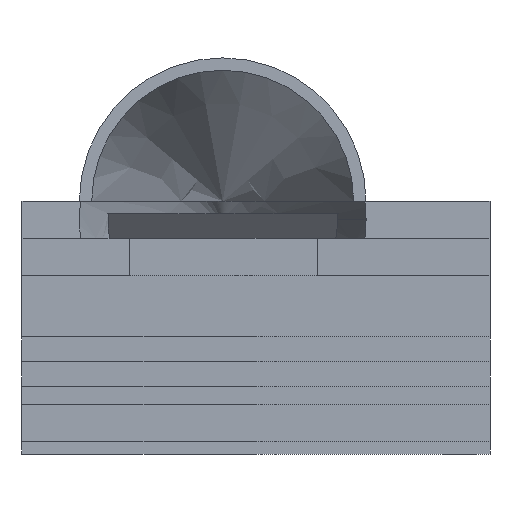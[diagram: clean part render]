
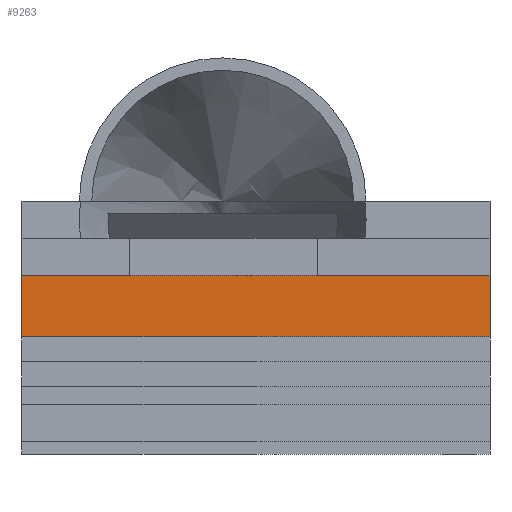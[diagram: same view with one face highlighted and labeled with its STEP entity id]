
A CAD part, front view. The second image highlights one B-rep face of the part: STEP entity #9263.
In plain terms, the highlighted planar face has unit normal (0, -1, 0).
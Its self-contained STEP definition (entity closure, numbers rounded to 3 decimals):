
#6002 = PLANE('',#6003);
#6003 = AXIS2_PLACEMENT_3D('',#6004,#6005,#6006);
#6004 = CARTESIAN_POINT('',(18.97,-29.892,7.5));
#6005 = DIRECTION('',(0.,-1.,0.));
#6006 = DIRECTION('',(-1.,0.,0.));
#6020 = VERTEX_POINT('',#6021);
#6021 = CARTESIAN_POINT('',(-18.97,-29.892,9.5));
#6058 = PLANE('',#6059);
#6059 = AXIS2_PLACEMENT_3D('',#6060,#6061,#6062);
#6060 = CARTESIAN_POINT('',(-18.97,-29.892,9.5));
#6061 = DIRECTION('',(-1.,0.,0.));
#6062 = DIRECTION('',(0.,1.,0.));
#6187 = VERTEX_POINT('',#6188);
#6188 = CARTESIAN_POINT('',(18.97,-29.892,9.5));
#6202 = PLANE('',#6203);
#6203 = AXIS2_PLACEMENT_3D('',#6204,#6205,#6206);
#6204 = CARTESIAN_POINT('',(18.97,29.892,9.5));
#6205 = DIRECTION('',(1.,0.,0.));
#6206 = DIRECTION('',(0.,-1.,0.));
#7530 = EDGE_CURVE('',#6187,#6020,#7531,.T.);
#7531 = SURFACE_CURVE('',#7532,(#7536,#7543),.PCURVE_S1.);
#7532 = LINE('',#7533,#7534);
#7533 = CARTESIAN_POINT('',(18.97,-29.892,9.5));
#7534 = VECTOR('',#7535,1.);
#7535 = DIRECTION('',(-1.,0.,0.));
#7536 = PCURVE('',#6002,#7537);
#7537 = DEFINITIONAL_REPRESENTATION('',(#7538),#7542);
#7538 = LINE('',#7539,#7540);
#7539 = CARTESIAN_POINT('',(0.,-2.));
#7540 = VECTOR('',#7541,1.);
#7541 = DIRECTION('',(1.,0.));
#7542 = ( GEOMETRIC_REPRESENTATION_CONTEXT(2) 
PARAMETRIC_REPRESENTATION_CONTEXT() REPRESENTATION_CONTEXT('2D SPACE',''
  ) );
#7543 = PCURVE('',#7544,#7549);
#7544 = PLANE('',#7545);
#7545 = AXIS2_PLACEMENT_3D('',#7546,#7547,#7548);
#7546 = CARTESIAN_POINT('',(18.97,-29.892,9.5));
#7547 = DIRECTION('',(0.,-1.,0.));
#7548 = DIRECTION('',(-1.,0.,0.));
#7549 = DEFINITIONAL_REPRESENTATION('',(#7550),#7554);
#7550 = LINE('',#7551,#7552);
#7551 = CARTESIAN_POINT('',(0.,-0.));
#7552 = VECTOR('',#7553,1.);
#7553 = DIRECTION('',(1.,0.));
#7554 = ( GEOMETRIC_REPRESENTATION_CONTEXT(2) 
PARAMETRIC_REPRESENTATION_CONTEXT() REPRESENTATION_CONTEXT('2D SPACE',''
  ) );
#7562 = EDGE_CURVE('',#6020,#7563,#7565,.T.);
#7563 = VERTEX_POINT('',#7564);
#7564 = CARTESIAN_POINT('',(-18.97,-29.892,14.5));
#7565 = SURFACE_CURVE('',#7566,(#7570,#7577),.PCURVE_S1.);
#7566 = LINE('',#7567,#7568);
#7567 = CARTESIAN_POINT('',(-18.97,-29.892,9.5));
#7568 = VECTOR('',#7569,1.);
#7569 = DIRECTION('',(0.,0.,1.));
#7570 = PCURVE('',#6058,#7571);
#7571 = DEFINITIONAL_REPRESENTATION('',(#7572),#7576);
#7572 = LINE('',#7573,#7574);
#7573 = CARTESIAN_POINT('',(0.,0.));
#7574 = VECTOR('',#7575,1.);
#7575 = DIRECTION('',(0.,-1.));
#7576 = ( GEOMETRIC_REPRESENTATION_CONTEXT(2) 
PARAMETRIC_REPRESENTATION_CONTEXT() REPRESENTATION_CONTEXT('2D SPACE',''
  ) );
#7577 = PCURVE('',#7544,#7578);
#7578 = DEFINITIONAL_REPRESENTATION('',(#7579),#7583);
#7579 = LINE('',#7580,#7581);
#7580 = CARTESIAN_POINT('',(37.94,0.));
#7581 = VECTOR('',#7582,1.);
#7582 = DIRECTION('',(0.,-1.));
#7583 = ( GEOMETRIC_REPRESENTATION_CONTEXT(2) 
PARAMETRIC_REPRESENTATION_CONTEXT() REPRESENTATION_CONTEXT('2D SPACE',''
  ) );
#7601 = PLANE('',#7602);
#7602 = AXIS2_PLACEMENT_3D('',#7603,#7604,#7605);
#7603 = CARTESIAN_POINT('',(0.,0.,14.5));
#7604 = DIRECTION('',(-0.,-0.,-1.));
#7605 = DIRECTION('',(-1.,0.,0.));
#7880 = VERTEX_POINT('',#7881);
#7881 = CARTESIAN_POINT('',(18.97,-29.892,14.5));
#7902 = EDGE_CURVE('',#6187,#7880,#7903,.T.);
#7903 = SURFACE_CURVE('',#7904,(#7908,#7915),.PCURVE_S1.);
#7904 = LINE('',#7905,#7906);
#7905 = CARTESIAN_POINT('',(18.97,-29.892,9.5));
#7906 = VECTOR('',#7907,1.);
#7907 = DIRECTION('',(0.,0.,1.));
#7908 = PCURVE('',#6202,#7909);
#7909 = DEFINITIONAL_REPRESENTATION('',(#7910),#7914);
#7910 = LINE('',#7911,#7912);
#7911 = CARTESIAN_POINT('',(59.784,0.));
#7912 = VECTOR('',#7913,1.);
#7913 = DIRECTION('',(0.,-1.));
#7914 = ( GEOMETRIC_REPRESENTATION_CONTEXT(2) 
PARAMETRIC_REPRESENTATION_CONTEXT() REPRESENTATION_CONTEXT('2D SPACE',''
  ) );
#7915 = PCURVE('',#7544,#7916);
#7916 = DEFINITIONAL_REPRESENTATION('',(#7917),#7921);
#7917 = LINE('',#7918,#7919);
#7918 = CARTESIAN_POINT('',(0.,-0.));
#7919 = VECTOR('',#7920,1.);
#7920 = DIRECTION('',(0.,-1.));
#7921 = ( GEOMETRIC_REPRESENTATION_CONTEXT(2) 
PARAMETRIC_REPRESENTATION_CONTEXT() REPRESENTATION_CONTEXT('2D SPACE',''
  ) );
#9263 = ADVANCED_FACE('',(#9264),#7544,.T.);
#9264 = FACE_BOUND('',#9265,.T.);
#9265 = EDGE_LOOP('',(#9266,#9267,#9288,#9289));
#9266 = ORIENTED_EDGE('',*,*,#7902,.T.);
#9267 = ORIENTED_EDGE('',*,*,#9268,.T.);
#9268 = EDGE_CURVE('',#7880,#7563,#9269,.T.);
#9269 = SURFACE_CURVE('',#9270,(#9274,#9281),.PCURVE_S1.);
#9270 = LINE('',#9271,#9272);
#9271 = CARTESIAN_POINT('',(18.97,-29.892,14.5));
#9272 = VECTOR('',#9273,1.);
#9273 = DIRECTION('',(-1.,0.,0.));
#9274 = PCURVE('',#7544,#9275);
#9275 = DEFINITIONAL_REPRESENTATION('',(#9276),#9280);
#9276 = LINE('',#9277,#9278);
#9277 = CARTESIAN_POINT('',(0.,-5.));
#9278 = VECTOR('',#9279,1.);
#9279 = DIRECTION('',(1.,0.));
#9280 = ( GEOMETRIC_REPRESENTATION_CONTEXT(2) 
PARAMETRIC_REPRESENTATION_CONTEXT() REPRESENTATION_CONTEXT('2D SPACE',''
  ) );
#9281 = PCURVE('',#7601,#9282);
#9282 = DEFINITIONAL_REPRESENTATION('',(#9283),#9287);
#9283 = LINE('',#9284,#9285);
#9284 = CARTESIAN_POINT('',(-18.97,-29.892));
#9285 = VECTOR('',#9286,1.);
#9286 = DIRECTION('',(1.,0.));
#9287 = ( GEOMETRIC_REPRESENTATION_CONTEXT(2) 
PARAMETRIC_REPRESENTATION_CONTEXT() REPRESENTATION_CONTEXT('2D SPACE',''
  ) );
#9288 = ORIENTED_EDGE('',*,*,#7562,.F.);
#9289 = ORIENTED_EDGE('',*,*,#7530,.F.);
